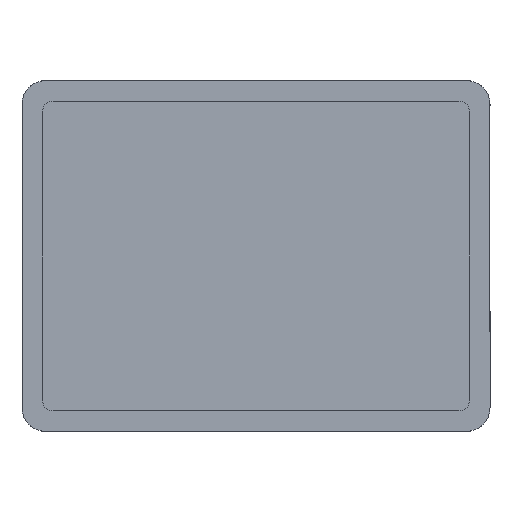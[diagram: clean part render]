
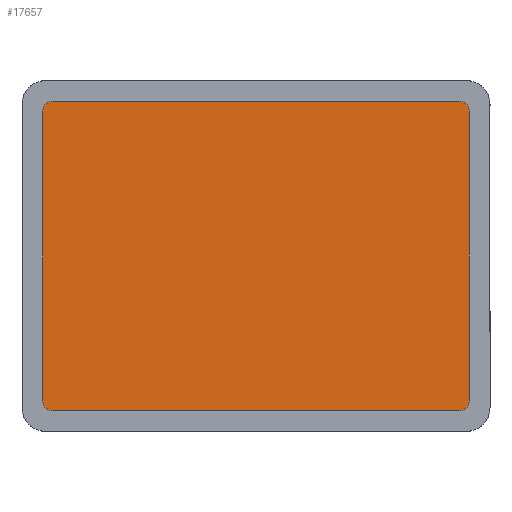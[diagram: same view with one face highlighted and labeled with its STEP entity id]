
A CAD part, front view. The second image highlights one B-rep face of the part: STEP entity #17657.
In plain terms, the highlighted planar face has unit normal (0, -1, 0).
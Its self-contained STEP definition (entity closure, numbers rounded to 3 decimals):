
#18 = LINE ( 'NONE', #232, #18190 ) ;
#232 = CARTESIAN_POINT ( 'NONE',  ( 182., 0., 123. ) ) ;
#994 = DIRECTION ( 'NONE',  ( -1., 0., 0. ) ) ;
#1104 = LINE ( 'NONE', #4363, #2634 ) ;
#1285 = VERTEX_POINT ( 'NONE', #2213 ) ;
#1421 = VECTOR ( 'NONE', #2885, 1000. ) ;
#1555 = EDGE_CURVE ( 'NONE', #2063, #14702, #19179, .T. ) ;
#1682 = DIRECTION ( 'NONE',  ( 0., 0., 1. ) ) ;
#2063 = VERTEX_POINT ( 'NONE', #16670 ) ;
#2128 = PLANE ( 'NONE',  #7230 ) ;
#2213 = CARTESIAN_POINT ( 'NONE',  ( 182., 0., -123. ) ) ;
#2306 = EDGE_CURVE ( 'NONE', #14702, #1285, #18, .T. ) ;
#2327 = DIRECTION ( 'NONE',  ( 0., 1., 0. ) ) ;
#2394 = CARTESIAN_POINT ( 'NONE',  ( 182., 0., 123. ) ) ;
#2634 = VECTOR ( 'NONE', #994, 1000. ) ;
#2855 = ORIENTED_EDGE ( 'NONE', *, *, #17091, .F. ) ;
#2885 = DIRECTION ( 'NONE',  ( 0., 0., 1. ) ) ;
#2947 = VERTEX_POINT ( 'NONE', #19477 ) ;
#3856 = CARTESIAN_POINT ( 'NONE',  ( -173., 0., 123. ) ) ;
#3893 = ORIENTED_EDGE ( 'NONE', *, *, #20561, .F. ) ;
#4363 = CARTESIAN_POINT ( 'NONE',  ( -173., 0., -132. ) ) ;
#4437 = EDGE_CURVE ( 'NONE', #6032, #20177, #9516, .T. ) ;
#4503 = CARTESIAN_POINT ( 'NONE',  ( -182., 0., 123. ) ) ;
#4534 = EDGE_CURVE ( 'NONE', #1285, #2947, #13187, .T. ) ;
#4578 = ORIENTED_EDGE ( 'NONE', *, *, #1555, .F. ) ;
#4975 = DIRECTION ( 'NONE',  ( 0., 1., 0. ) ) ;
#5993 = DIRECTION ( 'NONE',  ( 1., 0., 0. ) ) ;
#6032 = VERTEX_POINT ( 'NONE', #19081 ) ;
#6141 = CIRCLE ( 'NONE', #16248, 9. ) ;
#6248 = CARTESIAN_POINT ( 'NONE',  ( -182., 0., 123. ) ) ;
#6308 = CARTESIAN_POINT ( 'NONE',  ( -173., 0., 132. ) ) ;
#6377 = FACE_OUTER_BOUND ( 'NONE', #13460, .T. ) ;
#6767 = CARTESIAN_POINT ( 'NONE',  ( -173., 0., -123. ) ) ;
#7230 = AXIS2_PLACEMENT_3D ( 'NONE', #6767, #2327, #8558 ) ;
#8480 = CARTESIAN_POINT ( 'NONE',  ( -173., 0., 132. ) ) ;
#8558 = DIRECTION ( 'NONE',  ( 0., 0., 1. ) ) ;
#9486 = AXIS2_PLACEMENT_3D ( 'NONE', #17600, #20769, #1682 ) ;
#9516 = LINE ( 'NONE', #6248, #1421 ) ;
#10035 = CARTESIAN_POINT ( 'NONE',  ( -173., 0., -132. ) ) ;
#10071 = VERTEX_POINT ( 'NONE', #8480 ) ;
#10095 = AXIS2_PLACEMENT_3D ( 'NONE', #10651, #10857, #20124 ) ;
#10288 = DIRECTION ( 'NONE',  ( 0., 0., 1. ) ) ;
#10651 = CARTESIAN_POINT ( 'NONE',  ( 173., 0., 123. ) ) ;
#10857 = DIRECTION ( 'NONE',  ( 0., 1., 0. ) ) ;
#11792 = ORIENTED_EDGE ( 'NONE', *, *, #16742, .F. ) ;
#11853 = DIRECTION ( 'NONE',  ( 0., 1., 0. ) ) ;
#12187 = EDGE_CURVE ( 'NONE', #20177, #10071, #6141, .T. ) ;
#13171 = CIRCLE ( 'NONE', #9486, 9. ) ;
#13187 = CIRCLE ( 'NONE', #16209, 9. ) ;
#13460 = EDGE_LOOP ( 'NONE', ( #11792, #3893, #14740, #14840, #4578, #2855, #15686, #14404 ) ) ;
#14404 = ORIENTED_EDGE ( 'NONE', *, *, #4437, .F. ) ;
#14702 = VERTEX_POINT ( 'NONE', #2394 ) ;
#14740 = ORIENTED_EDGE ( 'NONE', *, *, #4534, .F. ) ;
#14840 = ORIENTED_EDGE ( 'NONE', *, *, #2306, .F. ) ;
#15341 = VERTEX_POINT ( 'NONE', #10035 ) ;
#15686 = ORIENTED_EDGE ( 'NONE', *, *, #12187, .F. ) ;
#16209 = AXIS2_PLACEMENT_3D ( 'NONE', #16349, #4975, #19617 ) ;
#16248 = AXIS2_PLACEMENT_3D ( 'NONE', #3856, #11853, #10288 ) ;
#16349 = CARTESIAN_POINT ( 'NONE',  ( 173., 0., -123. ) ) ;
#16670 = CARTESIAN_POINT ( 'NONE',  ( 173., 0., 132. ) ) ;
#16742 = EDGE_CURVE ( 'NONE', #15341, #6032, #13171, .T. ) ;
#17091 = EDGE_CURVE ( 'NONE', #10071, #2063, #20746, .T. ) ;
#17600 = CARTESIAN_POINT ( 'NONE',  ( -173., 0., -123. ) ) ;
#17657 = ADVANCED_FACE ( 'NONE', ( #6377 ), #2128, .F. ) ;
#18190 = VECTOR ( 'NONE', #19097, 1000. ) ;
#19081 = CARTESIAN_POINT ( 'NONE',  ( -182., 0., -123. ) ) ;
#19097 = DIRECTION ( 'NONE',  ( 0., 0., -1. ) ) ;
#19179 = CIRCLE ( 'NONE', #10095, 9. ) ;
#19477 = CARTESIAN_POINT ( 'NONE',  ( 173., 0., -132. ) ) ;
#19617 = DIRECTION ( 'NONE',  ( 0., 0., 1. ) ) ;
#19998 = VECTOR ( 'NONE', #5993, 1000. ) ;
#20124 = DIRECTION ( 'NONE',  ( 0., 0., 1. ) ) ;
#20177 = VERTEX_POINT ( 'NONE', #4503 ) ;
#20561 = EDGE_CURVE ( 'NONE', #2947, #15341, #1104, .T. ) ;
#20746 = LINE ( 'NONE', #6308, #19998 ) ;
#20769 = DIRECTION ( 'NONE',  ( 0., 1., 0. ) ) ;
